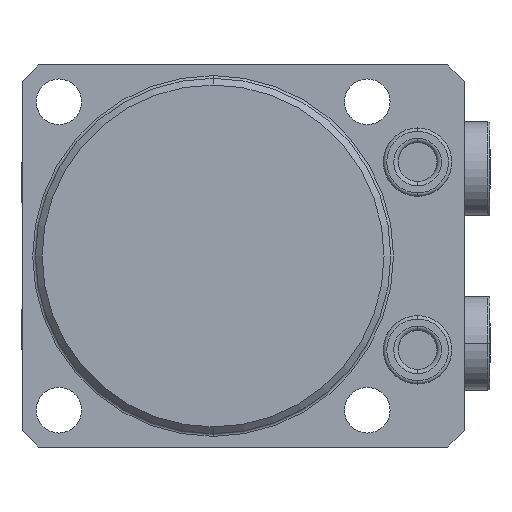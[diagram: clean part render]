
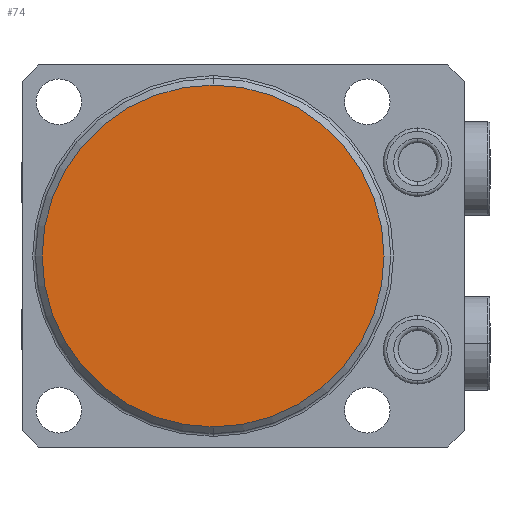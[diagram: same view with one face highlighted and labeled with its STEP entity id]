
A CAD part, front view. The second image highlights one B-rep face of the part: STEP entity #74.
In plain terms, the highlighted planar face has unit normal (0, -1, 0).
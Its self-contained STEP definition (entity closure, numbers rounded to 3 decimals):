
#74 = ADVANCED_FACE ( 'NONE', ( #2385 ), #4863, .F. ) ;
#548 = CARTESIAN_POINT ( 'NONE',  ( 0., -42.5, 25.5 ) ) ;
#551 = CARTESIAN_POINT ( 'NONE',  ( 0., -42.5, -25.5 ) ) ;
#1652 = AXIS2_PLACEMENT_3D ( 'NONE', #8333, #8332, #8331 ) ;
#1759 = AXIS2_PLACEMENT_3D ( 'NONE', #3391, #3388, #3385 ) ;
#2008 = AXIS2_PLACEMENT_3D ( 'NONE', #4868, #4861, #4860 ) ;
#2130 = EDGE_CURVE ( 'NONE', #5290, #5287, #6577, .T. ) ;
#2385 = FACE_OUTER_BOUND ( 'NONE', #3942, .T. ) ;
#2696 = ORIENTED_EDGE ( 'NONE', *, *, #5600, .T. ) ;
#2867 = ORIENTED_EDGE ( 'NONE', *, *, #2130, .T. ) ;
#3385 = DIRECTION ( 'NONE',  ( 0., 0., 1. ) ) ;
#3388 = DIRECTION ( 'NONE',  ( 0., -1., 0. ) ) ;
#3391 = CARTESIAN_POINT ( 'NONE',  ( 0., -42.5, 0. ) ) ;
#3942 = EDGE_LOOP ( 'NONE', ( #2867, #2696 ) ) ;
#4860 = DIRECTION ( 'NONE',  ( 0., 0., 1. ) ) ;
#4861 = DIRECTION ( 'NONE',  ( 0., 1., 0. ) ) ;
#4863 = PLANE ( 'NONE',  #2008 ) ;
#4868 = CARTESIAN_POINT ( 'NONE',  ( 0., -42.5, 0. ) ) ;
#5287 = VERTEX_POINT ( 'NONE', #551 ) ;
#5290 = VERTEX_POINT ( 'NONE', #548 ) ;
#5600 = EDGE_CURVE ( 'NONE', #5287, #5290, #6181, .T. ) ;
#6181 = CIRCLE ( 'NONE', #1759, 25.5 ) ;
#6577 = CIRCLE ( 'NONE', #1652, 25.5 ) ;
#8331 = DIRECTION ( 'NONE',  ( 0., 0., 1. ) ) ;
#8332 = DIRECTION ( 'NONE',  ( 0., -1., 0. ) ) ;
#8333 = CARTESIAN_POINT ( 'NONE',  ( 0., -42.5, 0. ) ) ;
